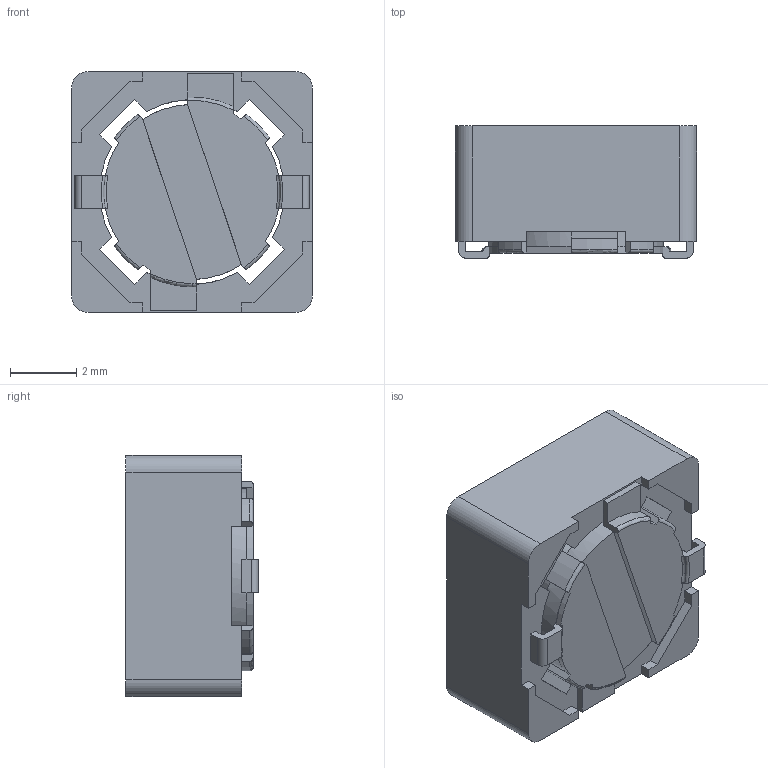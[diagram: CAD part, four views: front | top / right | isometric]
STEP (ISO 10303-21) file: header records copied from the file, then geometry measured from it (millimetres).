
FILE_DESCRIPTION (( 'STEP AP214' ), '1' );
FILE_NAME ('mps_mag_4600_smt_a.STEP', '2021-07-12T05:51:37', ( '' ), ( '' ), 'SwSTEP 2.0', 'SolidWorks 2015', '' );
FILE_SCHEMA (( 'AUTOMOTIVE_DESIGN' ));
Length unit declared in the file: millimetre
Products named in the file (1): mps_mag_4600_smt_a
Bounding box: 7.3 x 4 x 7.3 mm (x, y, z)
Volume: 135 mm3; surface area: 374.3 mm2
Topology: 1 solids, 1 shells, 205 faces, 553 edges, 356 vertices
Faces by surface type: plane 127, cylinder 40, bspline 20, torus 13, cone 5
Entity records: 9276 total; most frequent: CARTESIAN_POINT 2891, ORIENTED_EDGE 1106, DIRECTION 963, EDGE_CURVE 553, VECTOR 371, LINE 371, VERTEX_POINT 356, AXIS2_PLACEMENT_3D 296
